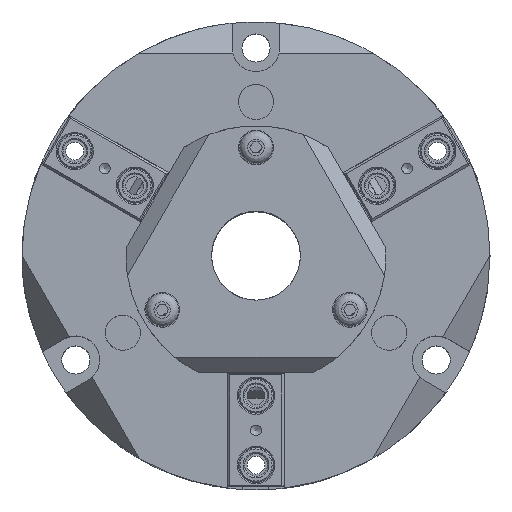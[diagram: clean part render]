
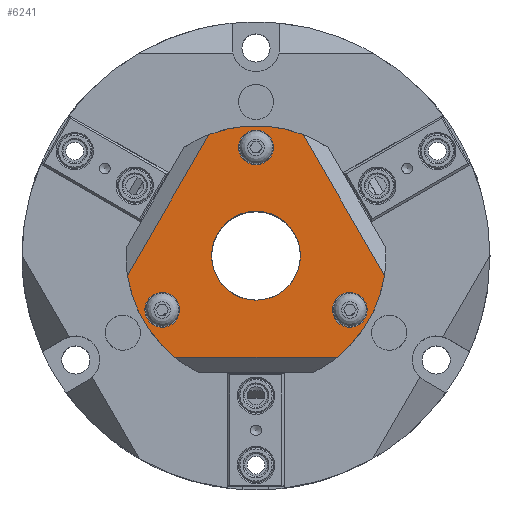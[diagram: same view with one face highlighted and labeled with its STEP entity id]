
A CAD part, top view. The second image highlights one B-rep face of the part: STEP entity #6241.
In plain terms, the highlighted planar face has unit normal (0, 0, 1).
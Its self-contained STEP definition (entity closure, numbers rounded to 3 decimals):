
#254=FACE_BOUND('',#1381,.T.);
#255=FACE_BOUND('',#1382,.T.);
#256=FACE_BOUND('',#1383,.T.);
#257=FACE_BOUND('',#1384,.T.);
#514=CIRCLE('',#6964,10.25);
#518=CIRCLE('',#6970,4.);
#519=CIRCLE('',#6971,4.);
#523=CIRCLE('',#6978,4.);
#524=CIRCLE('',#6979,4.);
#528=CIRCLE('',#6986,4.);
#529=CIRCLE('',#6987,4.);
#530=CIRCLE('',#6993,30.);
#531=CIRCLE('',#6994,30.);
#532=CIRCLE('',#6995,30.);
#715=PLANE('',#6992);
#998=FACE_OUTER_BOUND('',#1380,.T.);
#1380=EDGE_LOOP('',(#5303,#5304,#5305,#5306,#5307,#5308));
#1381=EDGE_LOOP('',(#5309));
#1382=EDGE_LOOP('',(#5310,#5311));
#1383=EDGE_LOOP('',(#5312,#5313));
#1384=EDGE_LOOP('',(#5314,#5315));
#1806=LINE('',#11017,#2315);
#1808=LINE('',#11025,#2317);
#1809=LINE('',#11029,#2318);
#2315=VECTOR('',#8459,10.);
#2317=VECTOR('',#8467,10.);
#2318=VECTOR('',#8470,10.);
#2979=VERTEX_POINT('',#10964);
#2983=VERTEX_POINT('',#10975);
#2984=VERTEX_POINT('',#10976);
#2988=VERTEX_POINT('',#10990);
#2989=VERTEX_POINT('',#10991);
#2993=VERTEX_POINT('',#11005);
#2994=VERTEX_POINT('',#11006);
#2996=VERTEX_POINT('',#11014);
#2997=VERTEX_POINT('',#11016);
#2999=VERTEX_POINT('',#11022);
#3000=VERTEX_POINT('',#11024);
#3001=VERTEX_POINT('',#11026);
#3002=VERTEX_POINT('',#11028);
#3780=EDGE_CURVE('',#2979,#2979,#514,.T.);
#3784=EDGE_CURVE('',#2983,#2984,#518,.T.);
#3785=EDGE_CURVE('',#2984,#2983,#519,.T.);
#3791=EDGE_CURVE('',#2988,#2989,#523,.T.);
#3792=EDGE_CURVE('',#2989,#2988,#524,.T.);
#3798=EDGE_CURVE('',#2993,#2994,#528,.T.);
#3799=EDGE_CURVE('',#2994,#2993,#529,.T.);
#3803=EDGE_CURVE('',#2996,#2997,#1806,.T.);
#3806=EDGE_CURVE('',#2996,#2999,#530,.T.);
#3807=EDGE_CURVE('',#3000,#2999,#1808,.T.);
#3808=EDGE_CURVE('',#3000,#3001,#531,.T.);
#3809=EDGE_CURVE('',#3002,#3001,#1809,.T.);
#3810=EDGE_CURVE('',#3002,#2997,#532,.T.);
#5303=ORIENTED_EDGE('',*,*,#3803,.F.);
#5304=ORIENTED_EDGE('',*,*,#3806,.T.);
#5305=ORIENTED_EDGE('',*,*,#3807,.F.);
#5306=ORIENTED_EDGE('',*,*,#3808,.T.);
#5307=ORIENTED_EDGE('',*,*,#3809,.F.);
#5308=ORIENTED_EDGE('',*,*,#3810,.T.);
#5309=ORIENTED_EDGE('',*,*,#3780,.T.);
#5310=ORIENTED_EDGE('',*,*,#3784,.T.);
#5311=ORIENTED_EDGE('',*,*,#3785,.T.);
#5312=ORIENTED_EDGE('',*,*,#3791,.T.);
#5313=ORIENTED_EDGE('',*,*,#3792,.T.);
#5314=ORIENTED_EDGE('',*,*,#3798,.T.);
#5315=ORIENTED_EDGE('',*,*,#3799,.T.);
#6241=ADVANCED_FACE('',(#998,#254,#255,#256,#257),#715,.T.);
#6964=AXIS2_PLACEMENT_3D('',#10966,#8399,#8400);
#6970=AXIS2_PLACEMENT_3D('',#10977,#8411,#8412);
#6971=AXIS2_PLACEMENT_3D('',#10978,#8413,#8414);
#6978=AXIS2_PLACEMENT_3D('',#10992,#8429,#8430);
#6979=AXIS2_PLACEMENT_3D('',#10993,#8431,#8432);
#6986=AXIS2_PLACEMENT_3D('',#11007,#8447,#8448);
#6987=AXIS2_PLACEMENT_3D('',#11008,#8449,#8450);
#6992=AXIS2_PLACEMENT_3D('',#11021,#8463,#8464);
#6993=AXIS2_PLACEMENT_3D('',#11023,#8465,#8466);
#6994=AXIS2_PLACEMENT_3D('',#11027,#8468,#8469);
#6995=AXIS2_PLACEMENT_3D('',#11030,#8471,#8472);
#8399=DIRECTION('center_axis',(0.,0.,-1.));
#8400=DIRECTION('ref_axis',(-1.,0.,0.));
#8411=DIRECTION('center_axis',(0.,0.,-1.));
#8412=DIRECTION('ref_axis',(-0.5,-0.866,0.));
#8413=DIRECTION('center_axis',(0.,0.,-1.));
#8414=DIRECTION('ref_axis',(-0.5,-0.866,0.));
#8429=DIRECTION('center_axis',(0.,0.,-1.));
#8430=DIRECTION('ref_axis',(-0.5,0.866,0.));
#8431=DIRECTION('center_axis',(0.,0.,-1.));
#8432=DIRECTION('ref_axis',(-0.5,0.866,0.));
#8447=DIRECTION('center_axis',(0.,0.,-1.));
#8448=DIRECTION('ref_axis',(1.,0.,0.));
#8449=DIRECTION('center_axis',(0.,0.,-1.));
#8450=DIRECTION('ref_axis',(1.,0.,0.));
#8459=DIRECTION('',(-0.866,0.5,0.));
#8463=DIRECTION('center_axis',(0.,0.,1.));
#8464=DIRECTION('ref_axis',(1.,0.,0.));
#8465=DIRECTION('center_axis',(0.,0.,1.));
#8466=DIRECTION('ref_axis',(0.065,0.998,0.));
#8467=DIRECTION('',(0.,-1.,0.));
#8468=DIRECTION('center_axis',(0.,0.,1.));
#8469=DIRECTION('ref_axis',(-0.897,-0.443,0.));
#8470=DIRECTION('',(0.866,0.5,0.));
#8471=DIRECTION('center_axis',(0.,0.,1.));
#8472=DIRECTION('ref_axis',(0.832,-0.555,0.));
#10964=CARTESIAN_POINT('',(10.25,0.,4.));
#10966=CARTESIAN_POINT('Origin',(0.,0.,4.));
#10975=CARTESIAN_POINT('',(10.5,18.187,4.));
#10976=CARTESIAN_POINT('',(14.5,25.115,4.));
#10977=CARTESIAN_POINT('Origin',(12.5,21.651,4.));
#10978=CARTESIAN_POINT('Origin',(12.5,21.651,4.));
#10990=CARTESIAN_POINT('',(10.5,-18.187,4.));
#10991=CARTESIAN_POINT('',(14.5,-25.115,4.));
#10992=CARTESIAN_POINT('Origin',(12.5,-21.651,4.));
#10993=CARTESIAN_POINT('Origin',(12.5,-21.651,4.));
#11005=CARTESIAN_POINT('',(-21.,0.,4.));
#11006=CARTESIAN_POINT('',(-29.,0.,4.));
#11007=CARTESIAN_POINT('Origin',(-25.,0.,4.));
#11008=CARTESIAN_POINT('Origin',(-25.,0.,4.));
#11014=CARTESIAN_POINT('',(4.558,-29.652,4.));
#11016=CARTESIAN_POINT('',(-27.958,-10.878,4.));
#11017=CARTESIAN_POINT('',(-17.451,-16.945,4.));
#11021=CARTESIAN_POINT('Origin',(0.,0.,
4.));
#11022=CARTESIAN_POINT('',(23.4,-18.773,4.));
#11023=CARTESIAN_POINT('Origin',(0.,0.,4.));
#11024=CARTESIAN_POINT('',(23.4,18.773,4.));
#11025=CARTESIAN_POINT('',(23.4,-6.641,4.));
#11026=CARTESIAN_POINT('',(4.558,29.652,4.));
#11027=CARTESIAN_POINT('Origin',(0.,0.,4.));
#11028=CARTESIAN_POINT('',(-27.958,10.878,4.));
#11029=CARTESIAN_POINT('',(-5.949,23.585,4.));
#11030=CARTESIAN_POINT('Origin',(0.,0.,4.));
